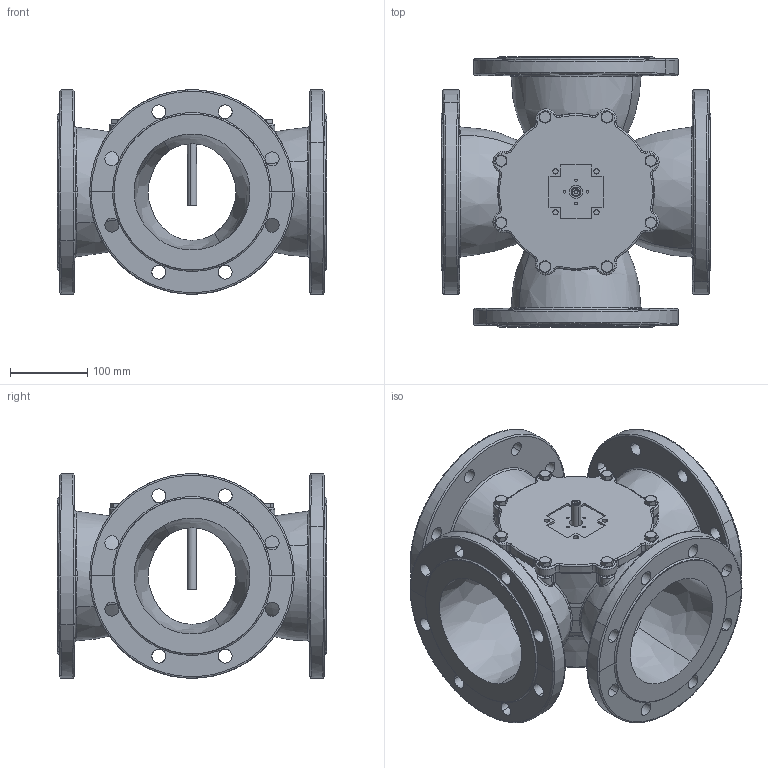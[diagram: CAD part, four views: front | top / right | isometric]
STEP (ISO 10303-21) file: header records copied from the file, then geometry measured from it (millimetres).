
FILE_DESCRIPTION(('CATIA V5 STEP'),'2;1');
FILE_NAME('4F150.stp','2013-02-22T09:52:39+00:00',('none'),('none'),'CATIA Version 5 Release 20 SP 6 (IN-10)','CATIA V5 STEP AP203','none');
FILE_SCHEMA(('CONFIG_CONTROL_DESIGN'));
Length unit declared in the file: millimetre
Products named in the file (1): 4F150
Assembly tree (11 placements, depth 2):
  4F150
    #58
    #30223
    #35828  x8
    #36497
Bounding box: 350 x 350 x 264.71 mm (x, y, z)
Volume: 5311878.8 mm3; surface area: 905081.9 mm2
Topology: 11 solids, 11 shells, 811 faces, 1988 edges, 1214 vertices
Faces by surface type: cylinder 241, plane 192, bspline 190, cone 70, torus 66, sphere 24, revolution 16, extrusion 12
Entity records: 36841 total; most frequent: CARTESIAN_POINT 23276, ORIENTED_EDGE 3368, EDGE_CURVE 1684, DIRECTION 1575, VERTEX_POINT 1032, B_SPLINE_CURVE_WITH_KNOTS 907, AXIS2_PLACEMENT_3D 827, EDGE_LOOP 800
